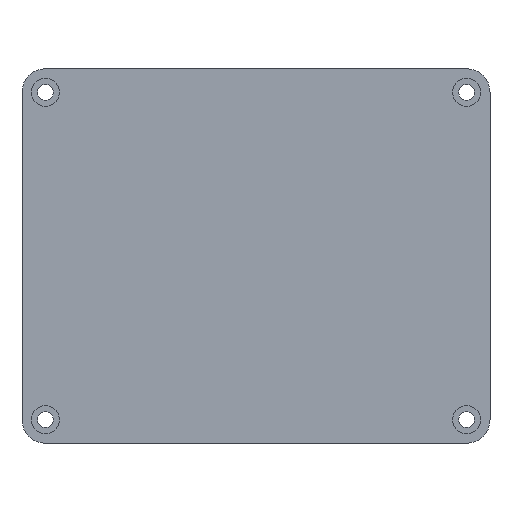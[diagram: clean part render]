
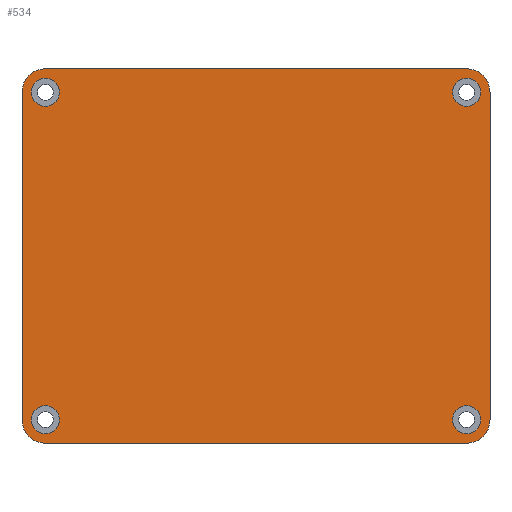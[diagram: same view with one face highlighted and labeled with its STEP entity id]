
A CAD part, front view. The second image highlights one B-rep face of the part: STEP entity #534.
In plain terms, the highlighted planar face has unit normal (0, -1, 0).
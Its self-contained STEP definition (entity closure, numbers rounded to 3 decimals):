
#19=FACE_BOUND('',#101,.T.);
#20=FACE_BOUND('',#102,.T.);
#21=FACE_BOUND('',#103,.T.);
#22=FACE_BOUND('',#104,.T.);
#40=PLANE('',#598);
#66=FACE_OUTER_BOUND('',#100,.T.);
#100=EDGE_LOOP('',(#465,#466,#467,#468,#469,#470,#471,#472));
#101=EDGE_LOOP('',(#473));
#102=EDGE_LOOP('',(#474));
#103=EDGE_LOOP('',(#475));
#104=EDGE_LOOP('',(#476));
#121=LINE('',#784,#169);
#139=LINE('',#835,#187);
#141=LINE('',#841,#189);
#143=LINE('',#847,#191);
#169=VECTOR('',#625,10.);
#187=VECTOR('',#665,10.);
#189=VECTOR('',#673,10.);
#191=VECTOR('',#681,10.);
#214=CIRCLE('',#559,5.);
#222=CIRCLE('',#570,5.);
#223=CIRCLE('',#573,5.);
#224=CIRCLE('',#576,5.);
#226=CIRCLE('',#586,3.);
#228=CIRCLE('',#589,3.);
#230=CIRCLE('',#592,3.);
#232=CIRCLE('',#595,3.);
#239=VERTEX_POINT('',#774);
#240=VERTEX_POINT('',#776);
#242=VERTEX_POINT('',#782);
#260=VERTEX_POINT('',#822);
#261=VERTEX_POINT('',#824);
#264=VERTEX_POINT('',#833);
#265=VERTEX_POINT('',#837);
#266=VERTEX_POINT('',#843);
#274=VERTEX_POINT('',#875);
#276=VERTEX_POINT('',#881);
#278=VERTEX_POINT('',#887);
#280=VERTEX_POINT('',#893);
#287=EDGE_CURVE('',#239,#240,#214,.T.);
#291=EDGE_CURVE('',#239,#242,#121,.T.);
#311=EDGE_CURVE('',#260,#261,#222,.T.);
#317=EDGE_CURVE('',#260,#264,#139,.T.);
#319=EDGE_CURVE('',#265,#264,#223,.T.);
#320=EDGE_CURVE('',#265,#240,#141,.T.);
#322=EDGE_CURVE('',#266,#242,#224,.T.);
#323=EDGE_CURVE('',#266,#261,#143,.T.);
#338=EDGE_CURVE('',#274,#274,#226,.T.);
#341=EDGE_CURVE('',#276,#276,#228,.T.);
#344=EDGE_CURVE('',#278,#278,#230,.T.);
#347=EDGE_CURVE('',#280,#280,#232,.T.);
#465=ORIENTED_EDGE('',*,*,#287,.F.);
#466=ORIENTED_EDGE('',*,*,#291,.T.);
#467=ORIENTED_EDGE('',*,*,#322,.F.);
#468=ORIENTED_EDGE('',*,*,#323,.T.);
#469=ORIENTED_EDGE('',*,*,#311,.F.);
#470=ORIENTED_EDGE('',*,*,#317,.T.);
#471=ORIENTED_EDGE('',*,*,#319,.F.);
#472=ORIENTED_EDGE('',*,*,#320,.T.);
#473=ORIENTED_EDGE('',*,*,#341,.F.);
#474=ORIENTED_EDGE('',*,*,#344,.F.);
#475=ORIENTED_EDGE('',*,*,#338,.F.);
#476=ORIENTED_EDGE('',*,*,#347,.F.);
#534=ADVANCED_FACE('',(#66,#19,#20,#21,#22),#40,.F.);
#559=AXIS2_PLACEMENT_3D('',#777,#618,#619);
#570=AXIS2_PLACEMENT_3D('',#825,#656,#657);
#573=AXIS2_PLACEMENT_3D('',#839,#669,#670);
#576=AXIS2_PLACEMENT_3D('',#845,#677,#678);
#586=AXIS2_PLACEMENT_3D('',#877,#711,#712);
#589=AXIS2_PLACEMENT_3D('',#883,#718,#719);
#592=AXIS2_PLACEMENT_3D('',#889,#725,#726);
#595=AXIS2_PLACEMENT_3D('',#895,#732,#733);
#598=AXIS2_PLACEMENT_3D('',#899,#739,#740);
#618=DIRECTION('center_axis',(0.,1.,0.));
#619=DIRECTION('ref_axis',(0.707,0.,0.707));
#625=DIRECTION('',(-1.,0.,0.));
#656=DIRECTION('center_axis',(0.,1.,0.));
#657=DIRECTION('ref_axis',(-0.707,0.,-0.707));
#665=DIRECTION('',(1.,0.,0.));
#669=DIRECTION('center_axis',(0.,1.,0.));
#670=DIRECTION('ref_axis',(0.707,0.,-0.707));
#673=DIRECTION('',(0.,0.,1.));
#677=DIRECTION('center_axis',(0.,1.,0.));
#678=DIRECTION('ref_axis',(-0.707,0.,0.707));
#681=DIRECTION('',(0.,0.,-1.));
#711=DIRECTION('center_axis',(0.,-1.,0.));
#712=DIRECTION('ref_axis',(1.,0.,0.));
#718=DIRECTION('center_axis',(0.,-1.,0.));
#719=DIRECTION('ref_axis',(1.,0.,0.));
#725=DIRECTION('center_axis',(0.,-1.,0.));
#726=DIRECTION('ref_axis',(1.,0.,0.));
#732=DIRECTION('center_axis',(0.,-1.,0.));
#733=DIRECTION('ref_axis',(1.,0.,0.));
#739=DIRECTION('center_axis',(0.,1.,0.));
#740=DIRECTION('ref_axis',(1.,0.,0.));
#774=CARTESIAN_POINT('',(74.5,0.,64.5));
#776=CARTESIAN_POINT('',(79.5,0.,59.5));
#777=CARTESIAN_POINT('Origin',(74.5,0.,59.5));
#782=CARTESIAN_POINT('',(-15.5,0.,64.5));
#784=CARTESIAN_POINT('',(79.5,0.,64.5));
#822=CARTESIAN_POINT('',(-15.5,0.,-15.5));
#824=CARTESIAN_POINT('',(-20.5,0.,-10.5));
#825=CARTESIAN_POINT('Origin',(-15.5,0.,-10.5));
#833=CARTESIAN_POINT('',(74.5,0.,-15.5));
#835=CARTESIAN_POINT('',(-20.5,0.,-15.5));
#837=CARTESIAN_POINT('',(79.5,0.,-10.5));
#839=CARTESIAN_POINT('Origin',(74.5,0.,-10.5));
#841=CARTESIAN_POINT('',(79.5,0.,-15.5));
#843=CARTESIAN_POINT('',(-20.5,0.,59.5));
#845=CARTESIAN_POINT('Origin',(-15.5,0.,59.5));
#847=CARTESIAN_POINT('',(-20.5,0.,64.5));
#875=CARTESIAN_POINT('',(-18.5,0.,-10.5));
#877=CARTESIAN_POINT('Origin',(-15.5,0.,-10.5));
#881=CARTESIAN_POINT('',(71.5,0.,-10.5));
#883=CARTESIAN_POINT('Origin',(74.5,0.,-10.5));
#887=CARTESIAN_POINT('',(71.5,0.,59.5));
#889=CARTESIAN_POINT('Origin',(74.5,0.,59.5));
#893=CARTESIAN_POINT('',(-18.5,0.,59.5));
#895=CARTESIAN_POINT('Origin',(-15.5,0.,59.5));
#899=CARTESIAN_POINT('Origin',(29.5,0.,24.5));
